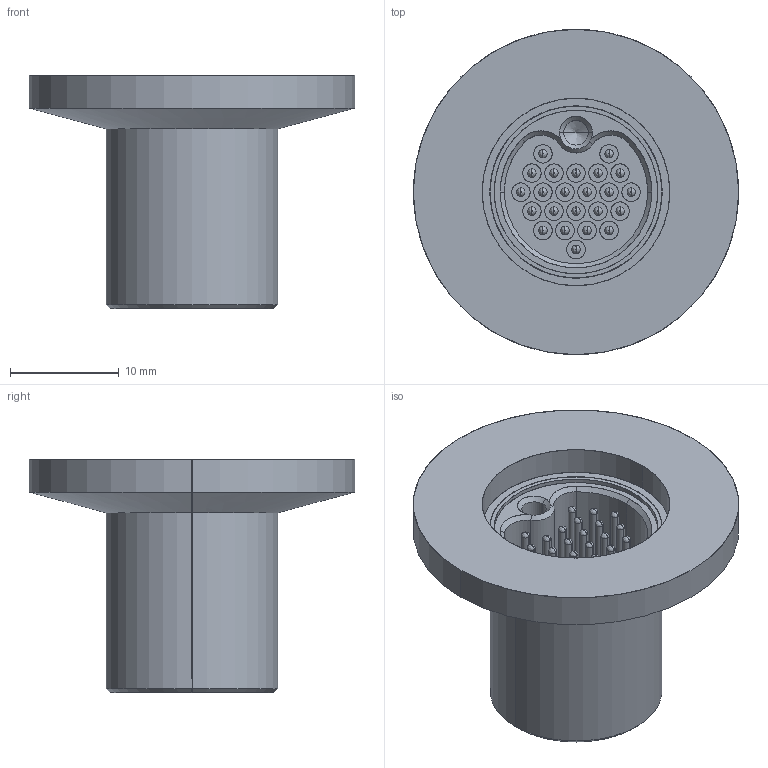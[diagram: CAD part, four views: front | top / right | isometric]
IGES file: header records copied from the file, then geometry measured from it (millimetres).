
Start section: SolidWorks IGES file using analytic representation for surfaces
Global section: file name: 24813-01-KF.IGS; native system: SolidWorks 2019; preprocessor: SolidWorks 2019; author: lee sanders; date: 191218.131250; units: inch
Bounding box: 29.97 x 29.97 x 21.54 mm (x, y, z)
Surface area: 5676.2 mm2 (no closed solid volume)
Topology: 0 solids, 0 shells, 563 faces, 8444 edges, 8440 vertices
Faces by surface type: revolution 326, bspline 237
